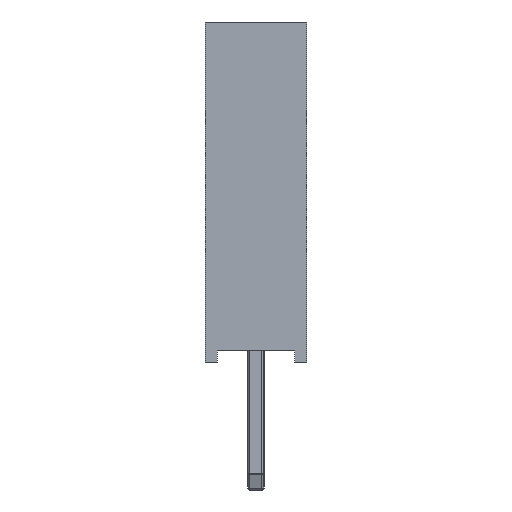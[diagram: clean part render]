
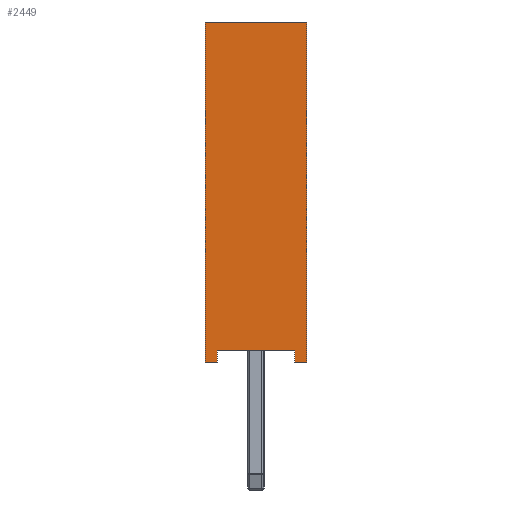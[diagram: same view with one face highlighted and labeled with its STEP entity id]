
A CAD part, left-side view. The second image highlights one B-rep face of the part: STEP entity #2449.
In plain terms, the highlighted planar face has unit normal (-1, 0, 0).
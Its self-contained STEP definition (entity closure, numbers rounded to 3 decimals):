
#353=FACE_OUTER_BOUND('',#504,.T.);
#504=EDGE_LOOP('',(#1605,#1606,#1607,#1608,#1609,#1610,#1611,#1612));
#670=LINE('',#3822,#856);
#672=LINE('',#3828,#858);
#675=LINE('',#3833,#861);
#680=LINE('',#3847,#866);
#681=LINE('',#3850,#867);
#684=LINE('',#3856,#870);
#685=LINE('',#3858,#871);
#686=LINE('',#3859,#872);
#856=VECTOR('',#2990,10.);
#858=VECTOR('',#2994,10.);
#861=VECTOR('',#2999,10.);
#866=VECTOR('',#3014,10.);
#867=VECTOR('',#3017,10.);
#870=VECTOR('',#3022,10.);
#871=VECTOR('',#3023,10.);
#872=VECTOR('',#3024,10.);
#1040=VERTEX_POINT('',#3816);
#1042=VERTEX_POINT('',#3820);
#1043=VERTEX_POINT('',#3824);
#1045=VERTEX_POINT('',#3827);
#1050=VERTEX_POINT('',#3845);
#1051=VERTEX_POINT('',#3849);
#1053=VERTEX_POINT('',#3855);
#1054=VERTEX_POINT('',#3857);
#1238=EDGE_CURVE('',#1040,#1042,#670,.T.);
#1240=EDGE_CURVE('',#1045,#1043,#672,.T.);
#1243=EDGE_CURVE('',#1042,#1045,#675,.T.);
#1252=EDGE_CURVE('',#1043,#1050,#680,.T.);
#1253=EDGE_CURVE('',#1051,#1040,#681,.T.);
#1256=EDGE_CURVE('',#1050,#1053,#684,.T.);
#1257=EDGE_CURVE('',#1054,#1053,#685,.T.);
#1258=EDGE_CURVE('',#1051,#1054,#686,.T.);
#1605=ORIENTED_EDGE('',*,*,#1238,.T.);
#1606=ORIENTED_EDGE('',*,*,#1243,.T.);
#1607=ORIENTED_EDGE('',*,*,#1240,.T.);
#1608=ORIENTED_EDGE('',*,*,#1252,.T.);
#1609=ORIENTED_EDGE('',*,*,#1256,.T.);
#1610=ORIENTED_EDGE('',*,*,#1257,.F.);
#1611=ORIENTED_EDGE('',*,*,#1258,.F.);
#1612=ORIENTED_EDGE('',*,*,#1253,.T.);
#2253=PLANE('',#2657);
#2449=ADVANCED_FACE('',(#353),#2253,.T.);
#2657=AXIS2_PLACEMENT_3D('',#3854,#3020,#3021);
#2990=DIRECTION('',(0.,0.,1.));
#2994=DIRECTION('',(0.,0.,-1.));
#2999=DIRECTION('',(0.,-1.,0.));
#3014=DIRECTION('',(0.,-1.,0.));
#3017=DIRECTION('',(0.,-1.,0.));
#3020=DIRECTION('center_axis',(-1.,0.,0.));
#3021=DIRECTION('ref_axis',(0.,-1.,0.));
#3022=DIRECTION('',(0.,0.,1.));
#3023=DIRECTION('',(0.,-1.,0.));
#3024=DIRECTION('',(0.,0.,1.));
#3816=CARTESIAN_POINT('',(-1.27,0.97,0.));
#3820=CARTESIAN_POINT('',(-1.27,0.97,0.3));
#3822=CARTESIAN_POINT('',(-1.27,0.97,0.));
#3824=CARTESIAN_POINT('',(-1.27,-0.97,0.));
#3827=CARTESIAN_POINT('',(-1.27,-0.97,0.3));
#3828=CARTESIAN_POINT('',(-1.27,-0.97,0.));
#3833=CARTESIAN_POINT('',(-1.27,0.635,0.3));
#3845=CARTESIAN_POINT('',(-1.27,-1.27,0.));
#3847=CARTESIAN_POINT('',(-1.27,1.27,0.));
#3849=CARTESIAN_POINT('',(-1.27,1.27,0.));
#3850=CARTESIAN_POINT('',(-1.27,1.27,0.));
#3854=CARTESIAN_POINT('Origin',(-1.27,1.27,0.));
#3855=CARTESIAN_POINT('',(-1.27,-1.27,8.5));
#3856=CARTESIAN_POINT('',(-1.27,-1.27,0.));
#3857=CARTESIAN_POINT('',(-1.27,1.27,8.5));
#3858=CARTESIAN_POINT('',(-1.27,1.27,8.5));
#3859=CARTESIAN_POINT('',(-1.27,1.27,0.));
